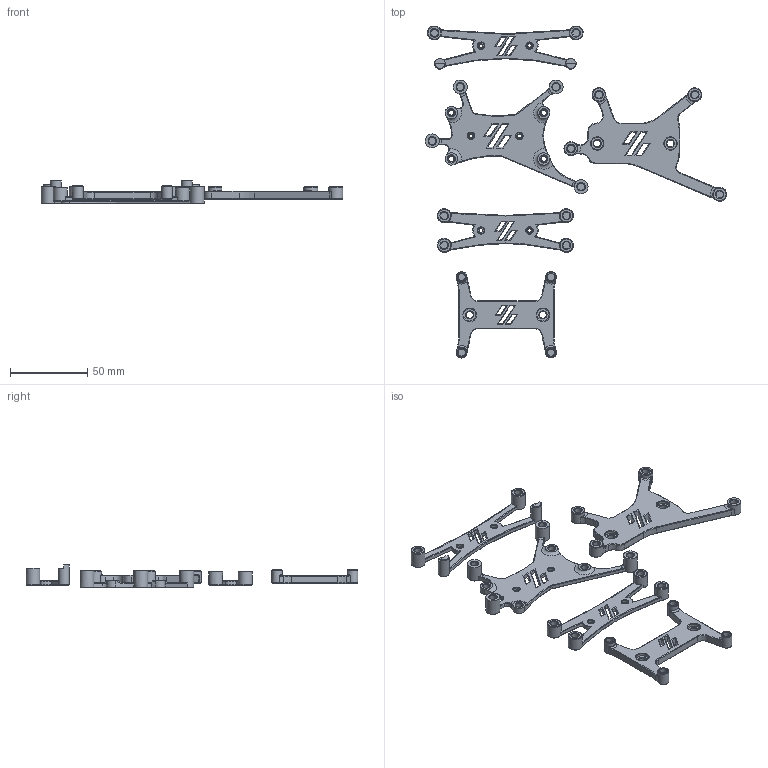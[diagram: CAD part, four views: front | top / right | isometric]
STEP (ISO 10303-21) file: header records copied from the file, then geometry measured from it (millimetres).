
FILE_DESCRIPTION(/* description */ (''),/* implementation_level */ '2;1');
FILE_NAME(/* name */ 'Voron_DIN_Mounts v5.step',/* time_stamp */ '2022-04-19T01:16:50-04:00',/* author */ (''),/* organization */ (''),/* preprocessor_version */ 'ST-DEVELOPER v18.1',/* originating_system */ 'Autodesk Translation Framework v10.14.0.1471',/* authorisation */ '');
FILE_SCHEMA (('AUTOMOTIVE_DESIGN { 1 0 10303 214 3 1 1 }'));
Length unit declared in the file: millimetre
Products named in the file (6): Voron_DIN_Mounts; KlipperExpander_RailMount_Htsrt; SKR_E3_DIN_Mount_Bracket; Mellow_Fly-UTOC_DIN_Mount; Raspberry_Pi_SSR_Mount; SKR_E3_DIN_SSR_Mount
Assembly tree (5 placements, depth 2):
  Voron_DIN_Mounts
    KlipperExpander_RailMount_Htsrt
    SKR_E3_DIN_Mount_Bracket
    Mellow_Fly-UTOC_DIN_Mount
    Raspberry_Pi_SSR_Mount
    SKR_E3_DIN_SSR_Mount
Bounding box: 195.59 x 215.5 x 15.15 mm (x, y, z)
Volume: 39189.3 mm3; surface area: 30481 mm2
Topology: 5 solids, 5 shells, 736 faces, 1726 edges, 1032 vertices
Faces by surface type: plane 330, cone 164, cylinder 115, bspline 111, torus 16
Full cylindrical faces by diameter (mm): 2.4 x5, 2.5 x1, 3.4 x4, 4 x6, 4.5 x8, 4.7 x18, 7 x6, 8 x4, 9 x14
Entity records: 28048 total; most frequent: CARTESIAN_POINT 11666, ORIENTED_EDGE 3452, DIRECTION 3122, EDGE_CURVE 1726, AXIS2_PLACEMENT_3D 1094, VERTEX_POINT 1032, LINE 934, VECTOR 934
